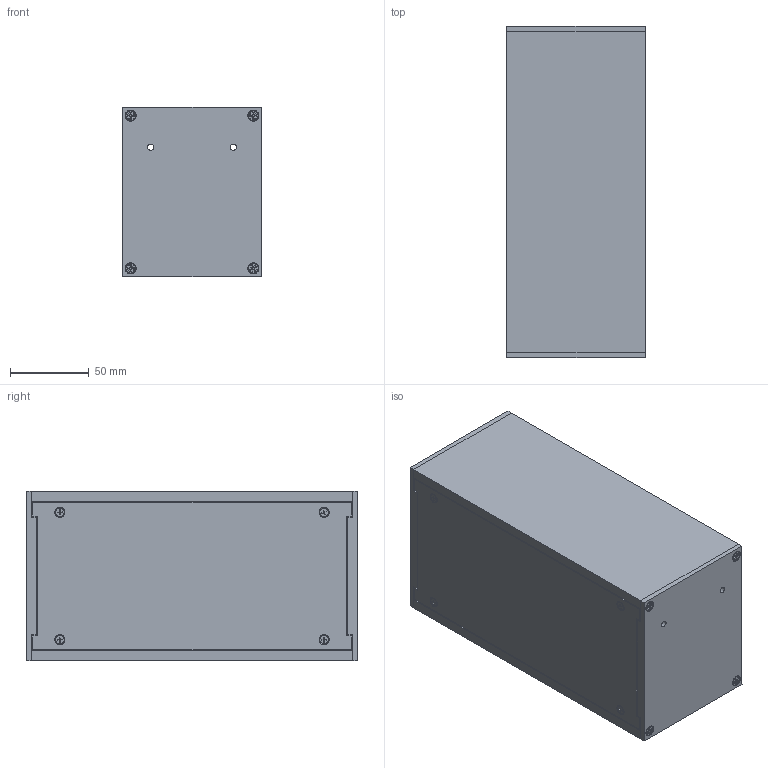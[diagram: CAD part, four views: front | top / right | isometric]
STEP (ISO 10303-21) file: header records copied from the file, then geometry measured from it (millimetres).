
FILE_DESCRIPTION (( 'STEP AP214' ), '1' );
FILE_NAME ('RM2U0804SBK.STEP', '2021-09-10T16:49:08', ( '' ), ( '' ), 'SwSTEP 2.0', 'SolidWorks 2021', '' );
FILE_SCHEMA (( 'AUTOMOTIVE_DESIGN' ));
Length unit declared in the file: inch
Products named in the file (1): RM2U0804SBK
Bounding box: 88.13 x 210.82 x 107.85 mm (x, y, z)
Volume: 291701.6 mm3; surface area: 237627.5 mm2
Topology: 34 solids, 34 shells, 852 faces, 2280 edges, 1504 vertices
Faces by surface type: plane 428, cone 224, cylinder 136, bspline 64
Full cylindrical faces by diameter (mm): 2.5 x12, 2.845 x8, 3.5 x8, 3.505 x8, 3.962 x4, 4 x12, 4.3 x16, 5.429 x8, 6.045 x8
Entity records: 39375 total; most frequent: CARTESIAN_POINT 8465, ORIENTED_EDGE 4152, DIRECTION 3542, EDGE_CURVE 2076, VERTEX_POINT 1440, AXIS2_PLACEMENT_3D 1317, EDGE_LOOP 1104, FACE_OUTER_BOUND 936
